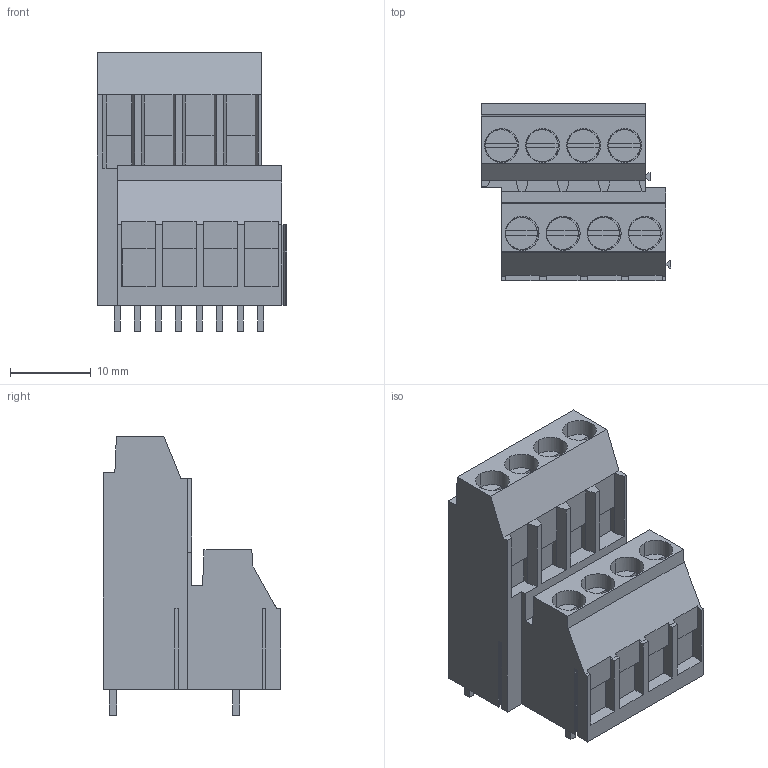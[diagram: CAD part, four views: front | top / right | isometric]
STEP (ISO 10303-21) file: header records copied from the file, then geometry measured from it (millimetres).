
FILE_DESCRIPTION(('CATIA V5 STEP','CAx-IF Rec.Pracs.--- Model Styling and Organization---1.4--- 2014-01-23'),'2;1');
FILE_NAME ('D1452179_1', '2024-03-18T12:50:03+00:00', ('none'), ('Weidmueller'), 'CATIA Version 5-6 Release 2016 SP3 HF44', 'CATIA V5 STEP AP214', 'none');
FILE_SCHEMA(('AUTOMOTIVE_DESIGN { 1 0 10303 214 1 1 1 1 }'));
Length unit declared in the file: millimetre
Products named in the file (1): 1469620000
Bounding box: 23.51 x 21.94 x 34.47 mm (x, y, z)
Volume: 8672.5 mm3; surface area: 5009.8 mm2
Topology: 17 solids, 17 shells, 484 faces, 1364 edges, 923 vertices
Faces by surface type: plane 452, cylinder 32
Entity records: 14844 total; most frequent: CARTESIAN_POINT 2835, ORIENTED_EDGE 2728, DIRECTION 2035, EDGE_CURVE 1364, VECTOR 1221, LINE 1221, VERTEX_POINT 923, EDGE_LOOP 493
